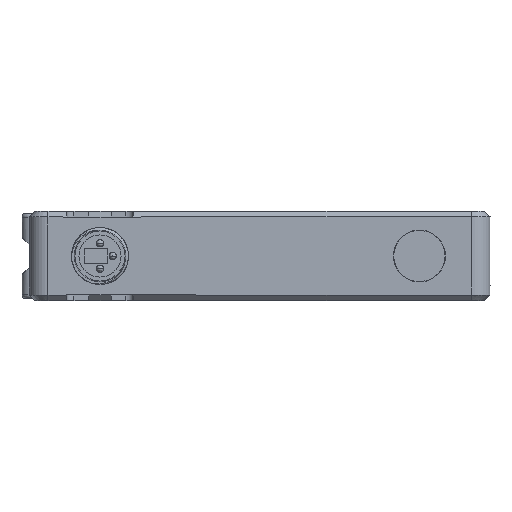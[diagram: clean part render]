
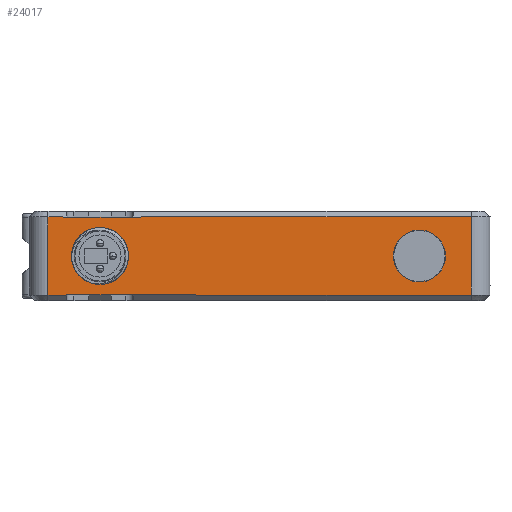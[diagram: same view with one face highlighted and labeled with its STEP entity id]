
A CAD part, left-side view. The second image highlights one B-rep face of the part: STEP entity #24017.
In plain terms, the highlighted planar face has unit normal (-1, 0, 0).
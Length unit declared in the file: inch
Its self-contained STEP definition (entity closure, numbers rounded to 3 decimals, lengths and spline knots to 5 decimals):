
#5702=DIRECTION('',(0.,-1.,0.));
#5703=VECTOR('',#5702,0.09843);
#5704=CARTESIAN_POINT('',(-1.9685,1.12205,
0.20669));
#5705=LINE('',#5704,#5703);
#5706=DIRECTION('',(0.,1.,0.));
#5707=VECTOR('',#5706,0.35433);
#5708=CARTESIAN_POINT('',(-1.9685,0.66929,
0.20669));
#5709=LINE('',#5708,#5707);
#5710=DIRECTION('',(0.,-1.,0.));
#5711=VECTOR('',#5710,1.79134);
#5712=CARTESIAN_POINT('',(-1.9685,0.66929,
0.20669));
#5713=LINE('',#5712,#5711);
#5714=DIRECTION('',(0.,0.,-1.));
#5715=VECTOR('',#5714,0.41339);
#5716=CARTESIAN_POINT('',(-1.9685,-1.12205,
0.20669));
#5717=LINE('',#5716,#5715);
#5718=DIRECTION('',(0.,1.,0.));
#5719=VECTOR('',#5718,1.79134);
#5720=CARTESIAN_POINT('',(-1.9685,-1.12205,
-0.20669));
#5721=LINE('',#5720,#5719);
#5722=DIRECTION('',(0.,1.,0.));
#5723=VECTOR('',#5722,0.35433);
#5724=CARTESIAN_POINT('',(-1.9685,0.66929,
-0.20669));
#5725=LINE('',#5724,#5723);
#5726=DIRECTION('',(0.,1.,0.));
#5727=VECTOR('',#5726,0.09843);
#5728=CARTESIAN_POINT('',(-1.9685,1.02362,
-0.20669));
#5729=LINE('',#5728,#5727);
#5730=DIRECTION('',(0.,0.,-1.));
#5731=VECTOR('',#5730,0.41339);
#5732=CARTESIAN_POINT('',(-1.9685,1.12205,
0.20669));
#5733=LINE('',#5732,#5731);
#5734=CARTESIAN_POINT('',(-1.9685,-0.84646,0.));
#5735=DIRECTION('',(1.,0.,0.));
#5736=DIRECTION('',(0.,1.,0.));
#5737=AXIS2_PLACEMENT_3D('',#5734,#5735,#5736);
#5739=CARTESIAN_POINT('',(-1.9685,-0.84646,0.));
#5740=DIRECTION('',(1.,0.,0.));
#5741=DIRECTION('',(0.,-1.,0.));
#5742=AXIS2_PLACEMENT_3D('',#5739,#5740,#5741);
#5744=CARTESIAN_POINT('',(-1.9685,0.84646,0.));
#5745=DIRECTION('',(-1.,0.,0.));
#5746=DIRECTION('',(0.,0.,1.));
#5747=AXIS2_PLACEMENT_3D('',#5744,#5745,#5746);
#5749=CARTESIAN_POINT('',(-1.9685,0.84646,0.));
#5750=DIRECTION('',(-1.,0.,0.));
#5751=DIRECTION('',(0.,0.,-1.));
#5752=AXIS2_PLACEMENT_3D('',#5749,#5750,#5751);
#14500=CARTESIAN_POINT('',(-1.9685,-0.70866,0.));
#14501=CARTESIAN_POINT('',(-1.9685,-0.98425,0.));
#14502=VERTEX_POINT('',#14500);
#14503=VERTEX_POINT('',#14501);
#14601=CARTESIAN_POINT('',(-1.9685,1.02362,
0.20669));
#14603=VERTEX_POINT('',#14601);
#14604=CARTESIAN_POINT('',(-1.9685,1.12205,
0.20669));
#14605=VERTEX_POINT('',#14604);
#14626=CARTESIAN_POINT('',(-1.9685,-1.12205,
0.20669));
#14627=VERTEX_POINT('',#14626);
#14628=CARTESIAN_POINT('',(-1.9685,0.66929,
0.20669));
#14630=VERTEX_POINT('',#14628);
#14633=CARTESIAN_POINT('',(-1.9685,0.66929,
-0.20669));
#14635=VERTEX_POINT('',#14633);
#14636=CARTESIAN_POINT('',(-1.9685,-1.12205,
-0.20669));
#14637=VERTEX_POINT('',#14636);
#14658=CARTESIAN_POINT('',(-1.9685,1.12205,
-0.20669));
#14659=VERTEX_POINT('',#14658);
#14660=CARTESIAN_POINT('',(-1.9685,1.02362,
-0.20669));
#14662=VERTEX_POINT('',#14660);
#17432=CARTESIAN_POINT('',(-1.9685,0.84646,0.128));
#17433=CARTESIAN_POINT('',(-1.9685,0.84646,-0.128));
#17434=VERTEX_POINT('',#17432);
#17435=VERTEX_POINT('',#17433);
#23986=CARTESIAN_POINT('',(-1.9685,1.22047,
-0.23622));
#23987=DIRECTION('',(-1.,0.,0.));
#23988=DIRECTION('',(0.,-1.,0.));
#23989=AXIS2_PLACEMENT_3D('',#23986,#23987,#23988);
#23990=PLANE('',#23989);
#23991=ORIENTED_EDGE('',*,*,#23923,.T.);
#23992=ORIENTED_EDGE('',*,*,#23963,.F.);
#23994=ORIENTED_EDGE('',*,*,#23993,.T.);
#23996=ORIENTED_EDGE('',*,*,#23995,.T.);
#23997=ORIENTED_EDGE('',*,*,#23753,.T.);
#23999=ORIENTED_EDGE('',*,*,#23998,.T.);
#24000=ORIENTED_EDGE('',*,*,#23839,.T.);
#24002=ORIENTED_EDGE('',*,*,#24001,.F.);
#24003=EDGE_LOOP('',(#23991,#23992,#23994,#23996,#23997,#23999,#24000,#24002));
#24004=FACE_OUTER_BOUND('',#24003,.F.);
#24006=ORIENTED_EDGE('',*,*,#24005,.F.);
#24008=ORIENTED_EDGE('',*,*,#24007,.F.);
#24009=EDGE_LOOP('',(#24006,#24008));
#24010=FACE_BOUND('',#24009,.F.);
#24012=ORIENTED_EDGE('',*,*,#24011,.T.);
#24014=ORIENTED_EDGE('',*,*,#24013,.T.);
#24015=EDGE_LOOP('',(#24012,#24014));
#24016=FACE_BOUND('',#24015,.F.);
#24017=ADVANCED_FACE('',(#24004,#24010,#24016),#23990,.T.);
#5738=CIRCLE('',#5737,0.1378);
#5743=CIRCLE('',#5742,0.1378);
#5748=CIRCLE('',#5747,0.128);
#5753=CIRCLE('',#5752,0.128);
#23753=EDGE_CURVE('',#14637,#14635,#5721,.T.);
#23839=EDGE_CURVE('',#14662,#14659,#5729,.T.);
#23923=EDGE_CURVE('',#14605,#14603,#5705,.T.);
#23963=EDGE_CURVE('',#14630,#14603,#5709,.T.);
#23993=EDGE_CURVE('',#14630,#14627,#5713,.T.);
#23995=EDGE_CURVE('',#14627,#14637,#5717,.T.);
#23998=EDGE_CURVE('',#14635,#14662,#5725,.T.);
#24001=EDGE_CURVE('',#14605,#14659,#5733,.T.);
#24005=EDGE_CURVE('',#14502,#14503,#5738,.T.);
#24007=EDGE_CURVE('',#14503,#14502,#5743,.T.);
#24011=EDGE_CURVE('',#17434,#17435,#5748,.T.);
#24013=EDGE_CURVE('',#17435,#17434,#5753,.T.);
